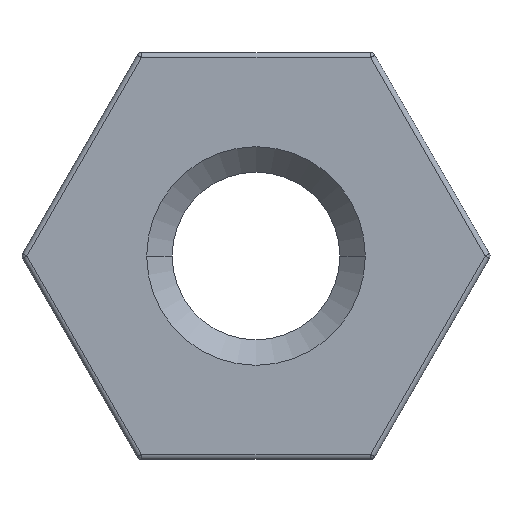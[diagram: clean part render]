
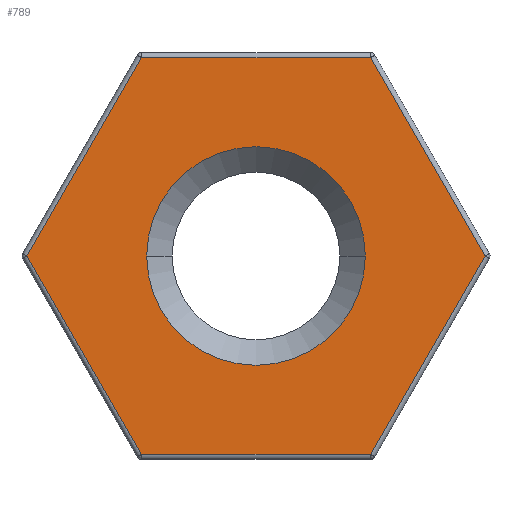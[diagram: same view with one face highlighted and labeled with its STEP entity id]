
A CAD part, left-side view. The second image highlights one B-rep face of the part: STEP entity #789.
In plain terms, the highlighted planar face has unit normal (-1, 0, 0).
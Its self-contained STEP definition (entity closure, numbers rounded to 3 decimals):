
#16 = DIRECTION ( 'NONE',  ( 0., 1., 0. ) ) ;
#34 = AXIS2_PLACEMENT_3D ( 'NONE', #984, #598, #16 ) ;
#45 = FACE_OUTER_BOUND ( 'NONE', #865, .T. ) ;
#63 = AXIS2_PLACEMENT_3D ( 'NONE', #314, #311, #308 ) ;
#99 = LINE ( 'NONE', #560, #385 ) ;
#218 = FACE_BOUND ( 'NONE', #874, .T. ) ;
#245 = EDGE_CURVE ( 'NONE', #706, #851, #565, .T. ) ;
#275 = EDGE_CURVE ( 'NONE', #856, #773, #542, .T. ) ;
#286 = CIRCLE ( 'NONE', #34, 2.15 ) ;
#308 = DIRECTION ( 'NONE',  ( 0., 1., 0. ) ) ;
#311 = DIRECTION ( 'NONE',  ( 1., 0., 0. ) ) ;
#314 = CARTESIAN_POINT ( 'NONE',  ( 0., 0., 0. ) ) ;
#337 = EDGE_CURVE ( 'NONE', #851, #856, #459, .T. ) ;
#339 = EDGE_CURVE ( 'NONE', #904, #706, #461, .T. ) ;
#349 = CIRCLE ( 'NONE', #63, 2.15 ) ;
#354 = CARTESIAN_POINT ( 'NONE',  ( 0., 3.377, 1.95 ) ) ;
#365 = VECTOR ( 'NONE', #443, 1000. ) ;
#374 = LINE ( 'NONE', #453, #365 ) ;
#385 = VECTOR ( 'NONE', #548, 1000. ) ;
#387 = EDGE_CURVE ( 'NONE', #659, #904, #99, .T. ) ;
#399 = EDGE_CURVE ( 'NONE', #773, #659, #374, .T. ) ;
#409 = EDGE_CURVE ( 'NONE', #697, #679, #349, .T. ) ;
#443 = DIRECTION ( 'NONE',  ( 0., -0.5, -0.866 ) ) ;
#449 = EDGE_CURVE ( 'NONE', #679, #697, #286, .T. ) ;
#453 = CARTESIAN_POINT ( 'NONE',  ( 0., 3.377, -1.95 ) ) ;
#454 = VECTOR ( 'NONE', #1037, 1000. ) ;
#459 = LINE ( 'NONE', #1048, #467 ) ;
#461 = LINE ( 'NONE', #1097, #454 ) ;
#467 = VECTOR ( 'NONE', #1046, 1000. ) ;
#521 = CARTESIAN_POINT ( 'NONE',  ( 0., -4.503, 0. ) ) ;
#523 = CARTESIAN_POINT ( 'NONE',  ( 0., -2.15, 0. ) ) ;
#539 = VECTOR ( 'NONE', #709, 1000. ) ;
#542 = LINE ( 'NONE', #354, #539 ) ;
#548 = DIRECTION ( 'NONE',  ( 0., -1., 0. ) ) ;
#552 = VECTOR ( 'NONE', #736, 1000. ) ;
#560 = CARTESIAN_POINT ( 'NONE',  ( 0., 0., -3.9 ) ) ;
#564 = DIRECTION ( 'NONE',  ( 1., 0., 0. ) ) ;
#565 = LINE ( 'NONE', #934, #552 ) ;
#571 = PLANE ( 'NONE',  #1221 ) ;
#592 = CARTESIAN_POINT ( 'NONE',  ( 0., 0., 0. ) ) ;
#598 = DIRECTION ( 'NONE',  ( 1., 0., 0. ) ) ;
#605 = CARTESIAN_POINT ( 'NONE',  ( 0., 2.252, -3.9 ) ) ;
#634 = CARTESIAN_POINT ( 'NONE',  ( 0., 2.15, 0. ) ) ;
#659 = VERTEX_POINT ( 'NONE', #605 ) ;
#679 = VERTEX_POINT ( 'NONE', #523 ) ;
#697 = VERTEX_POINT ( 'NONE', #634 ) ;
#704 = DIRECTION ( 'NONE',  ( 0., 1., 0. ) ) ;
#706 = VERTEX_POINT ( 'NONE', #521 ) ;
#709 = DIRECTION ( 'NONE',  ( 0., 0.5, -0.866 ) ) ;
#720 = CARTESIAN_POINT ( 'NONE',  ( 0., -2.252, 3.9 ) ) ;
#736 = DIRECTION ( 'NONE',  ( 0., 0.5, 0.866 ) ) ;
#773 = VERTEX_POINT ( 'NONE', #1254 ) ;
#789 = ADVANCED_FACE ( 'NONE', ( #45, #218 ), #571, .F. ) ;
#812 = CARTESIAN_POINT ( 'NONE',  ( 0., -2.252, -3.9 ) ) ;
#851 = VERTEX_POINT ( 'NONE', #720 ) ;
#856 = VERTEX_POINT ( 'NONE', #924 ) ;
#865 = EDGE_LOOP ( 'NONE', ( #1011, #1008, #1022, #911, #1013, #1019 ) ) ;
#874 = EDGE_LOOP ( 'NONE', ( #1035, #1259 ) ) ;
#904 = VERTEX_POINT ( 'NONE', #812 ) ;
#911 = ORIENTED_EDGE ( 'NONE', *, *, #399, .T. ) ;
#924 = CARTESIAN_POINT ( 'NONE',  ( 0., 2.252, 3.9 ) ) ;
#934 = CARTESIAN_POINT ( 'NONE',  ( 0., -3.377, 1.95 ) ) ;
#984 = CARTESIAN_POINT ( 'NONE',  ( 0., 0., 0. ) ) ;
#1008 = ORIENTED_EDGE ( 'NONE', *, *, #337, .T. ) ;
#1011 = ORIENTED_EDGE ( 'NONE', *, *, #245, .T. ) ;
#1013 = ORIENTED_EDGE ( 'NONE', *, *, #387, .T. ) ;
#1019 = ORIENTED_EDGE ( 'NONE', *, *, #339, .T. ) ;
#1022 = ORIENTED_EDGE ( 'NONE', *, *, #275, .T. ) ;
#1035 = ORIENTED_EDGE ( 'NONE', *, *, #409, .T. ) ;
#1037 = DIRECTION ( 'NONE',  ( 0., -0.5, 0.866 ) ) ;
#1046 = DIRECTION ( 'NONE',  ( 0., 1., 0. ) ) ;
#1048 = CARTESIAN_POINT ( 'NONE',  ( 0., 0., 3.9 ) ) ;
#1097 = CARTESIAN_POINT ( 'NONE',  ( 0., -3.377, -1.95 ) ) ;
#1221 = AXIS2_PLACEMENT_3D ( 'NONE', #592, #564, #704 ) ;
#1254 = CARTESIAN_POINT ( 'NONE',  ( 0., 4.503, 0. ) ) ;
#1259 = ORIENTED_EDGE ( 'NONE', *, *, #449, .T. ) ;
